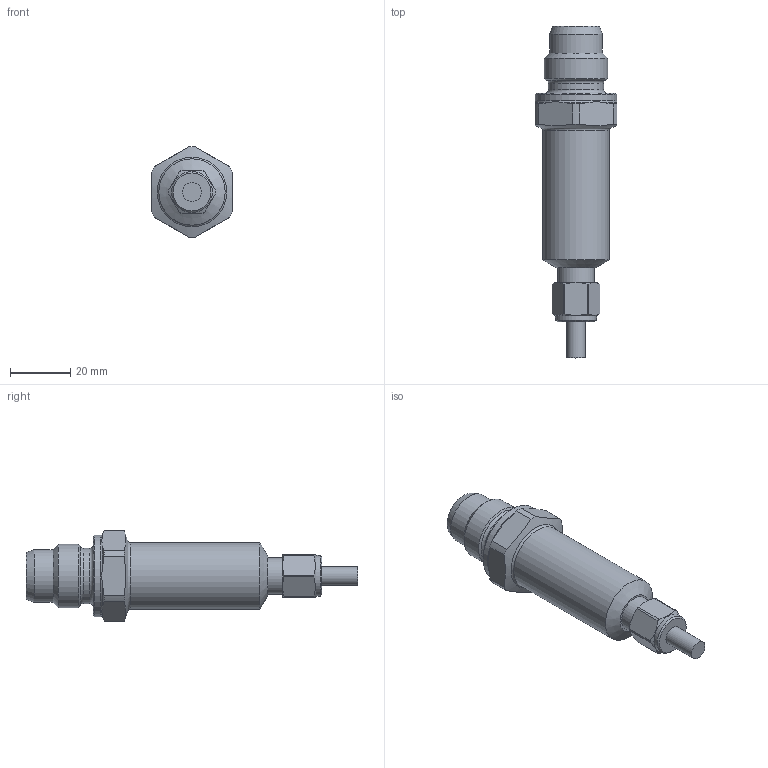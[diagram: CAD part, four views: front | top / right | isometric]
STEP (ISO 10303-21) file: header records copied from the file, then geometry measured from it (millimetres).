
FILE_DESCRIPTION( ( 'Druckaufnehmer G1" cone als STP an ' ), '1' );
FILE_NAME( 'PBMx_xxxxxxxx5342xxx.stp', '8.4.2011', ( 'Daniel Bosshard' ), ( 'Baumer electric AG, Process Instrumentation, CH8501 Frauenfeld' ), 'PSStep 14.0', 'Solid Edge ST3', ' ' );
FILE_SCHEMA( ( 'AUTOMOTIVE_DESIGN { 1 0 10303 214 1 1 1 1 }' ) );
Length unit declared in the file: millimetre
Products named in the file (1): 11079850
Bounding box: 27 x 110.1 x 30 mm (x, y, z)
Volume: 33340.1 mm3; surface area: 7804.7 mm2
Topology: 1 solids, 1 shells, 70 faces, 169 edges, 107 vertices
Faces by surface type: cylinder 22, plane 20, cone 20, torus 8
Full cylindrical faces by diameter (mm): 6.3 x1, 12 x1, 13.6 x1, 17.5 x1, 18.3 x1, 20.955 x1, 21 x1, 22 x1, 25.2 x1, 26.9 x1
Entity records: 2594 total; most frequent: CARTESIAN_POINT 579, DIRECTION 300, ORIENTED_EDGE 266, AXIS2_PLACEMENT_3D 138, EDGE_CURVE 133, EDGE_LOOP 102, VERTEX_POINT 97, FACE_OUTER_BOUND 88
